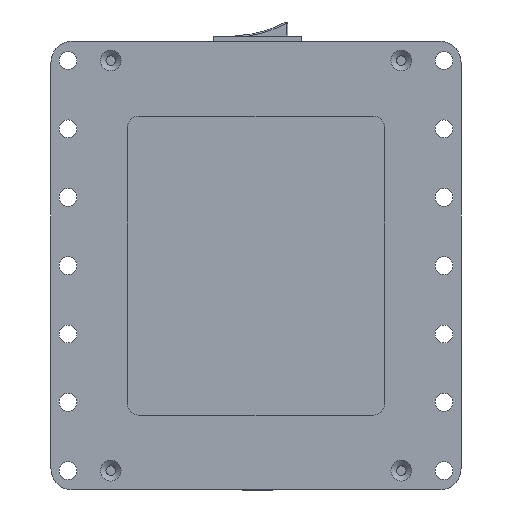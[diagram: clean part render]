
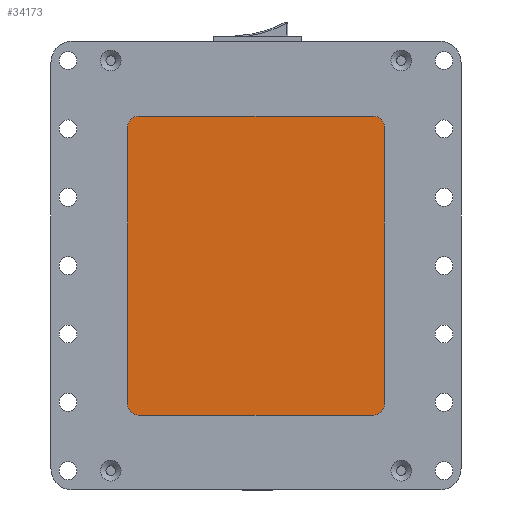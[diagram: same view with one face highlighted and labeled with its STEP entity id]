
A CAD part, left-side view. The second image highlights one B-rep face of the part: STEP entity #34173.
In plain terms, the highlighted planar face has unit normal (-1, 0, 0).
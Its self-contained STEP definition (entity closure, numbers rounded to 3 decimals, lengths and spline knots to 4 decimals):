
#3602=FACE_OUTER_BOUND('',#5461,.T.);
#5461=EDGE_LOOP('',(#26606,#26607,#26608,#26609,#26610,#26611,#26612,#26613));
#6907=CIRCLE('',#36496,0.25);
#6908=CIRCLE('',#36497,0.25);
#6909=CIRCLE('',#36498,0.25);
#6910=CIRCLE('',#36499,0.25);
#8778=LINE('',#54362,#12397);
#8779=LINE('',#54366,#12398);
#8780=LINE('',#54370,#12399);
#8781=LINE('',#54373,#12400);
#12397=VECTOR('',#42051,5.5);
#12398=VECTOR('',#42054,6.5);
#12399=VECTOR('',#42057,5.5);
#12400=VECTOR('',#42060,6.5);
#15885=VERTEX_POINT('',#54358);
#15886=VERTEX_POINT('',#54359);
#15887=VERTEX_POINT('',#54361);
#15888=VERTEX_POINT('',#54363);
#15889=VERTEX_POINT('',#54365);
#15890=VERTEX_POINT('',#54367);
#15891=VERTEX_POINT('',#54369);
#15892=VERTEX_POINT('',#54371);
#19796=EDGE_CURVE('',#15885,#15886,#6907,.T.);
#19797=EDGE_CURVE('',#15886,#15887,#8778,.T.);
#19798=EDGE_CURVE('',#15887,#15888,#6908,.T.);
#19799=EDGE_CURVE('',#15888,#15889,#8779,.T.);
#19800=EDGE_CURVE('',#15889,#15890,#6909,.T.);
#19801=EDGE_CURVE('',#15890,#15891,#8780,.T.);
#19802=EDGE_CURVE('',#15891,#15892,#6910,.T.);
#19803=EDGE_CURVE('',#15892,#15885,#8781,.T.);
#26606=ORIENTED_EDGE('',*,*,#19796,.T.);
#26607=ORIENTED_EDGE('',*,*,#19797,.T.);
#26608=ORIENTED_EDGE('',*,*,#19798,.T.);
#26609=ORIENTED_EDGE('',*,*,#19799,.T.);
#26610=ORIENTED_EDGE('',*,*,#19800,.T.);
#26611=ORIENTED_EDGE('',*,*,#19801,.T.);
#26612=ORIENTED_EDGE('',*,*,#19802,.T.);
#26613=ORIENTED_EDGE('',*,*,#19803,.T.);
#32695=PLANE('',#36495);
#34173=ADVANCED_FACE('',(#3602),#32695,.F.);
#36495=AXIS2_PLACEMENT_3D('',#54357,#42047,#42048);
#36496=AXIS2_PLACEMENT_3D('',#54360,#42049,#42050);
#36497=AXIS2_PLACEMENT_3D('',#54364,#42052,#42053);
#36498=AXIS2_PLACEMENT_3D('',#54368,#42055,#42056);
#36499=AXIS2_PLACEMENT_3D('',#54372,#42058,#42059);
#42047=DIRECTION('center_axis',(1.,0.,0.));
#42048=DIRECTION('ref_axis',(0.,0.,-1.));
#42049=DIRECTION('center_axis',(-1.,0.,0.));
#42050=DIRECTION('ref_axis',(0.,1.,0.));
#42051=DIRECTION('',(0.,-1.,0.));
#42052=DIRECTION('center_axis',(-1.,0.,0.));
#42053=DIRECTION('ref_axis',(0.,0.,
-1.));
#42054=DIRECTION('',(0.,0.,1.));
#42055=DIRECTION('center_axis',(-1.,0.,0.));
#42056=DIRECTION('ref_axis',(0.,-1.,0.));
#42057=DIRECTION('',(0.,1.,0.));
#42058=DIRECTION('center_axis',(-1.,0.,0.));
#42059=DIRECTION('ref_axis',(0.,0.,1.));
#42060=DIRECTION('',(0.,0.,-1.));
#54357=CARTESIAN_POINT('Origin',(-0.6756,-2.2002,2.296));
#54358=CARTESIAN_POINT('',(-0.6756,1.9998,-2.554));
#54359=CARTESIAN_POINT('',(-0.6756,1.7498,-2.804));
#54360=CARTESIAN_POINT('Origin',(-0.6756,1.7498,-2.554));
#54361=CARTESIAN_POINT('',(-0.6756,-3.7502,-2.804));
#54362=CARTESIAN_POINT('',(-0.6756,-2.9752,-2.804));
#54363=CARTESIAN_POINT('',(-0.6756,-4.0002,-2.554));
#54364=CARTESIAN_POINT('Origin',(-0.6756,-3.7502,-2.554));
#54365=CARTESIAN_POINT('',(-0.6756,-4.0002,3.946));
#54366=CARTESIAN_POINT('',(-0.6756,-4.0002,3.121));
#54367=CARTESIAN_POINT('',(-0.6756,-3.7502,4.196));
#54368=CARTESIAN_POINT('Origin',(-0.6756,-3.7502,3.946));
#54369=CARTESIAN_POINT('',(-0.6756,1.7498,4.196));
#54370=CARTESIAN_POINT('',(-0.6756,-0.2252,4.196));
#54371=CARTESIAN_POINT('',(-0.6756,1.9998,3.946));
#54372=CARTESIAN_POINT('Origin',(-0.6756,1.7498,3.946));
#54373=CARTESIAN_POINT('',(-0.6756,1.9998,-0.129));
